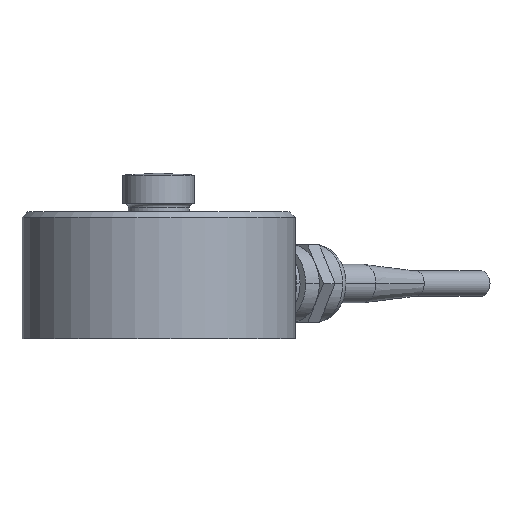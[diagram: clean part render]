
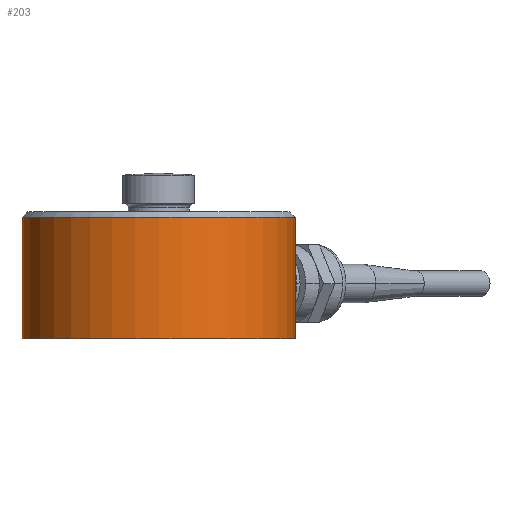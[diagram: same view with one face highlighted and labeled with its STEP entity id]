
A CAD part, left-side view. The second image highlights one B-rep face of the part: STEP entity #203.
In plain terms, the highlighted cylindrical face has radius 24.75 mm (diameter 49.5 mm), a full revolution.
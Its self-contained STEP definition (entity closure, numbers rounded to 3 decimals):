
#203 = ADVANCED_FACE( '', ( #455, #456, #457 ), #458, .T. );
#455 = FACE_OUTER_BOUND( '', #802, .T. );
#456 = FACE_OUTER_BOUND( '', #803, .T. );
#457 = FACE_BOUND( '', #804, .T. );
#458 = CYLINDRICAL_SURFACE( '', #805, 24.75 );
#802 = EDGE_LOOP( '', ( #1173 ) );
#803 = EDGE_LOOP( '', ( #1174 ) );
#804 = EDGE_LOOP( '', ( #1175, #1176, #1177, #1178 ) );
#805 = AXIS2_PLACEMENT_3D( '', #1179, #1180, #1181 );
#1173 = ORIENTED_EDGE( '', *, *, #1896, .T. );
#1174 = ORIENTED_EDGE( '', *, *, #1897, .F. );
#1175 = ORIENTED_EDGE( '', *, *, #1898, .F. );
#1176 = ORIENTED_EDGE( '', *, *, #1899, .T. );
#1177 = ORIENTED_EDGE( '', *, *, #1900, .F. );
#1178 = ORIENTED_EDGE( '', *, *, #1901, .T. );
#1179 = CARTESIAN_POINT( '', ( 0., 0., 30. ) );
#1180 = DIRECTION( '', ( 0., 0., 1. ) );
#1181 = DIRECTION( '', ( -1., 0., 0. ) );
#1896 = EDGE_CURVE( '', #2204, #2204, #2205, .T. );
#1897 = EDGE_CURVE( '', #2206, #2206, #2207, .T. );
#1898 = EDGE_CURVE( '', #2208, #2209, #2210, .F. );
#1899 = EDGE_CURVE( '', #2208, #2211, #2212, .T. );
#1900 = EDGE_CURVE( '', #2213, #2211, #2214, .T. );
#1901 = EDGE_CURVE( '', #2213, #2209, #2215, .T. );
#2204 = VERTEX_POINT( '', #2719 );
#2205 = CIRCLE( '', #2720, 24.75 );
#2206 = VERTEX_POINT( '', #2721 );
#2207 = CIRCLE( '', #2722, 24.75 );
#2208 = VERTEX_POINT( '', #2723 );
#2209 = VERTEX_POINT( '', #2724 );
#2210 = LINE( '', #2725, #2726 );
#2211 = VERTEX_POINT( '', #2727 );
#2212 = B_SPLINE_CURVE_WITH_KNOTS( '', 3, ( #2728, #2729, #2730, #2731, #2732, #2733, #2734, #2735, #2736, #2737, #2738, #2739, #2740, #2741, #2742, #2743, #2744, #2745, #2746, #2747, #2748, #2749, #2750, #2751, #2752, #2753, #2754, #2755, #2756, #2757 ), .UNSPECIFIED., .F., .F., ( 4, 2, 2, 2, 2, 2, 2, 2, 2, 2, 2, 2, 2, 2, 4 ), ( 0., 0.003, 0.006, 0.009, 0.011, 0.012, 0.014, 0.015, 0.017, 0.017, 0.018, 0.02, 0.02, 0.021, 0.024 ), .UNSPECIFIED. );
#2213 = VERTEX_POINT( '', #2758 );
#2214 = LINE( '', #2759, #2760 );
#2215 = B_SPLINE_CURVE_WITH_KNOTS( '', 3, ( #2761, #2762, #2763, #2764, #2765, #2766, #2767, #2768, #2769, #2770, #2771, #2772, #2773, #2774, #2775, #2776, #2777, #2778, #2779, #2780, #2781, #2782, #2783, #2784, #2785, #2786, #2787, #2788, #2789, #2790 ), .UNSPECIFIED., .F., .F., ( 4, 2, 2, 2, 2, 2, 2, 2, 2, 2, 2, 2, 2, 2, 4 ), ( 0., 0.003, 0.006, 0.009, 0.011, 0.012, 0.014, 0.015, 0.017, 0.017, 0.018, 0.02, 0.02, 0.021, 0.024 ), .UNSPECIFIED. );
#2719 = CARTESIAN_POINT( '', ( -24.75, 0., 22. ) );
#2720 = AXIS2_PLACEMENT_3D( '', #4015, #4016, #4017 );
#2721 = CARTESIAN_POINT( '', ( 24.75, 0., 0. ) );
#2722 = AXIS2_PLACEMENT_3D( '', #4018, #4019, #4020 );
#2723 = CARTESIAN_POINT( '', ( 22.56, -10.179, 7.912 ) );
#2724 = CARTESIAN_POINT( '', ( 22.56, -10.179, 12.088 ) );
#2725 = CARTESIAN_POINT( '', ( 22.56, -10.179, 30. ) );
#2726 = VECTOR( '', #4021, 1000. );
#2727 = CARTESIAN_POINT( '', ( 10.179, -22.56, 7.912 ) );
#2728 = CARTESIAN_POINT( '', ( 22.56, -10.179, 7.912 ) );
#2729 = CARTESIAN_POINT( '', ( 22.456, -10.41, 6.921 ) );
#2730 = CARTESIAN_POINT( '', ( 22.282, -10.789, 6.004 ) );
#2731 = CARTESIAN_POINT( '', ( 21.762, -11.802, 4.306 ) );
#2732 = CARTESIAN_POINT( '', ( 21.43, -12.409, 3.572 ) );
#2733 = CARTESIAN_POINT( '', ( 20.574, -13.782, 2.323 ) );
#2734 = CARTESIAN_POINT( '', ( 20.073, -14.511, 1.841 ) );
#2735 = CARTESIAN_POINT( '', ( 19.181, -15.649, 1.339 ) );
#2736 = CARTESIAN_POINT( '', ( 18.866, -16.027, 1.212 ) );
#2737 = CARTESIAN_POINT( '', ( 18.209, -16.771, 1.044 ) );
#2738 = CARTESIAN_POINT( '', ( 17.864, -17.137, 1. ) );
#2739 = CARTESIAN_POINT( '', ( 17.143, -17.859, 1. ) );
#2740 = CARTESIAN_POINT( '', ( 16.773, -18.206, 1.043 ) );
#2741 = CARTESIAN_POINT( '', ( 16.029, -18.865, 1.212 ) );
#2742 = CARTESIAN_POINT( '', ( 15.652, -19.179, 1.338 ) );
#2743 = CARTESIAN_POINT( '', ( 14.892, -19.774, 1.673 ) );
#2744 = CARTESIAN_POINT( '', ( 14.519, -20.049, 1.878 ) );
#2745 = CARTESIAN_POINT( '', ( 13.974, -20.429, 2.24 ) );
#2746 = CARTESIAN_POINT( '', ( 13.794, -20.551, 2.369 ) );
#2747 = CARTESIAN_POINT( '', ( 13.439, -20.785, 2.646 ) );
#2748 = CARTESIAN_POINT( '', ( 13.263, -20.897, 2.794 ) );
#2749 = CARTESIAN_POINT( '', ( 12.75, -21.217, 3.261 ) );
#2750 = CARTESIAN_POINT( '', ( 12.428, -21.406, 3.601 ) );
#2751 = CARTESIAN_POINT( '', ( 11.977, -21.66, 4.153 ) );
#2752 = CARTESIAN_POINT( '', ( 11.832, -21.739, 4.344 ) );
#2753 = CARTESIAN_POINT( '', ( 11.554, -21.888, 4.741 ) );
#2754 = CARTESIAN_POINT( '', ( 11.42, -21.959, 4.947 ) );
#2755 = CARTESIAN_POINT( '', ( 10.789, -22.282, 6.005 ) );
#2756 = CARTESIAN_POINT( '', ( 10.41, -22.456, 6.921 ) );
#2757 = CARTESIAN_POINT( '', ( 10.179, -22.56, 7.912 ) );
#2758 = CARTESIAN_POINT( '', ( 10.179, -22.56, 12.088 ) );
#2759 = CARTESIAN_POINT( '', ( 10.179, -22.56, 30. ) );
#2760 = VECTOR( '', #4022, 1000. );
#2761 = CARTESIAN_POINT( '', ( 10.179, -22.56, 12.088 ) );
#2762 = CARTESIAN_POINT( '', ( 10.41, -22.456, 13.079 ) );
#2763 = CARTESIAN_POINT( '', ( 10.789, -22.282, 13.996 ) );
#2764 = CARTESIAN_POINT( '', ( 11.802, -21.762, 15.694 ) );
#2765 = CARTESIAN_POINT( '', ( 12.409, -21.43, 16.428 ) );
#2766 = CARTESIAN_POINT( '', ( 13.782, -20.574, 17.677 ) );
#2767 = CARTESIAN_POINT( '', ( 14.511, -20.073, 18.159 ) );
#2768 = CARTESIAN_POINT( '', ( 15.649, -19.181, 18.661 ) );
#2769 = CARTESIAN_POINT( '', ( 16.027, -18.866, 18.788 ) );
#2770 = CARTESIAN_POINT( '', ( 16.771, -18.209, 18.956 ) );
#2771 = CARTESIAN_POINT( '', ( 17.137, -17.864, 19. ) );
#2772 = CARTESIAN_POINT( '', ( 17.859, -17.143, 19. ) );
#2773 = CARTESIAN_POINT( '', ( 18.206, -16.773, 18.957 ) );
#2774 = CARTESIAN_POINT( '', ( 18.865, -16.029, 18.788 ) );
#2775 = CARTESIAN_POINT( '', ( 19.179, -15.652, 18.662 ) );
#2776 = CARTESIAN_POINT( '', ( 19.774, -14.892, 18.327 ) );
#2777 = CARTESIAN_POINT( '', ( 20.049, -14.519, 18.122 ) );
#2778 = CARTESIAN_POINT( '', ( 20.429, -13.974, 17.76 ) );
#2779 = CARTESIAN_POINT( '', ( 20.551, -13.794, 17.631 ) );
#2780 = CARTESIAN_POINT( '', ( 20.785, -13.439, 17.354 ) );
#2781 = CARTESIAN_POINT( '', ( 20.897, -13.263, 17.206 ) );
#2782 = CARTESIAN_POINT( '', ( 21.217, -12.75, 16.739 ) );
#2783 = CARTESIAN_POINT( '', ( 21.406, -12.428, 16.399 ) );
#2784 = CARTESIAN_POINT( '', ( 21.66, -11.977, 15.847 ) );
#2785 = CARTESIAN_POINT( '', ( 21.739, -11.832, 15.656 ) );
#2786 = CARTESIAN_POINT( '', ( 21.888, -11.554, 15.259 ) );
#2787 = CARTESIAN_POINT( '', ( 21.959, -11.42, 15.053 ) );
#2788 = CARTESIAN_POINT( '', ( 22.282, -10.789, 13.995 ) );
#2789 = CARTESIAN_POINT( '', ( 22.456, -10.41, 13.079 ) );
#2790 = CARTESIAN_POINT( '', ( 22.56, -10.179, 12.088 ) );
#4015 = CARTESIAN_POINT( '', ( 0., 0., 22. ) );
#4016 = DIRECTION( '', ( 0., 0., -1. ) );
#4017 = DIRECTION( '', ( -1., 0., 0. ) );
#4018 = CARTESIAN_POINT( '', ( 0., 0., 0. ) );
#4019 = DIRECTION( '', ( 0., 0., -1. ) );
#4020 = DIRECTION( '', ( 1., 0., 0. ) );
#4021 = DIRECTION( '', ( 0., 0., -1. ) );
#4022 = DIRECTION( '', ( 0., 0., -1. ) );
